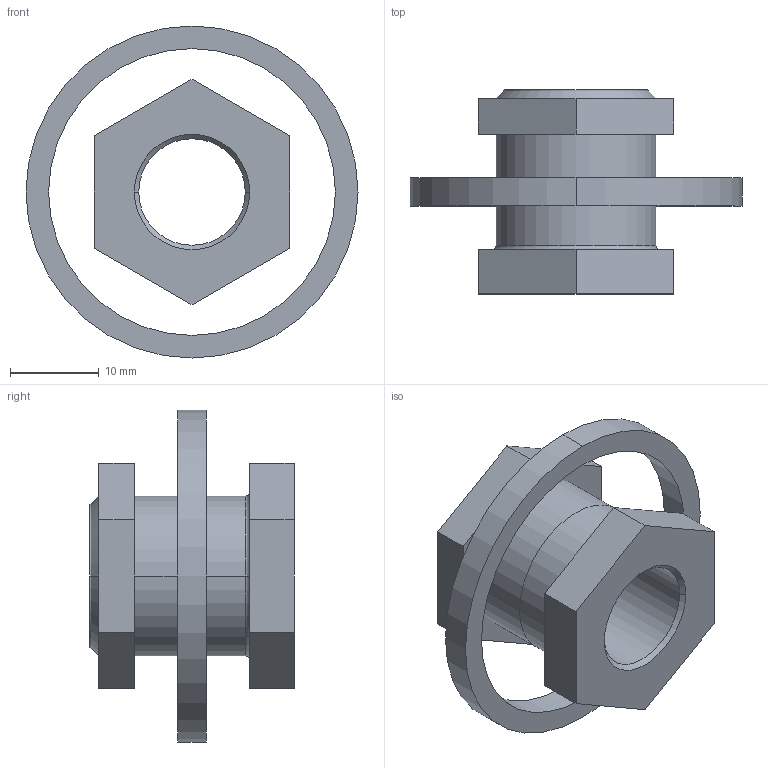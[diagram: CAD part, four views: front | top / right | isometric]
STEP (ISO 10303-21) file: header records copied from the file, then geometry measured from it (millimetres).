
FILE_DESCRIPTION((''),'2;1');
FILE_NAME('05-0091-0284_ANFLANSCHSET_GL_ASM','2023-10-10T13:28:18',('Beil'),(''),'CREO PARAMETRIC BY PTC INC, 2019030','CREO PARAMETRIC BY PTC INC, 2019030','');
FILE_SCHEMA(('CONFIG_CONTROL_DESIGN','SHAPE_APPEARANCE_LAYERS_GROUPS'));
Length unit declared in the file: millimetre
Products named in the file (4): 05-0302-0489_GEWINDEHUELSE; 05-1308-0326_DICHTUNG_ANFLAN; 03-2090-0162_MUTTER_M18-4DICK; 05-0091-0284_ANFLANSCHSET_GL_ASM
Assembly tree (3 placements, depth 2):
  05-0091-0284_ANFLANSCHSET_GL_ASM
    05-0302-0489_GEWINDEHUELSE
    05-1308-0326_DICHTUNG_ANFLAN
    03-2090-0162_MUTTER_M18-4DICK
Bounding box: 37.4 x 23 x 37.4 mm (x, y, z)
Volume: 5750.3 mm3; surface area: 5646.9 mm2
Topology: 3 solids, 4 shells, 40 faces, 90 edges, 58 vertices
Faces by surface type: plane 20, cylinder 12, cone 6, torus 2
Entity records: 1554 total; most frequent: DIRECTION 224, CARTESIAN_POINT 197, ORIENTED_EDGE 176, EDGE_CURVE 90, AXIS2_PLACEMENT_3D 85, PRESENTATION_STYLE_ASSIGNMENT 81, STYLED_ITEM 81, CURVE_STYLE 78
